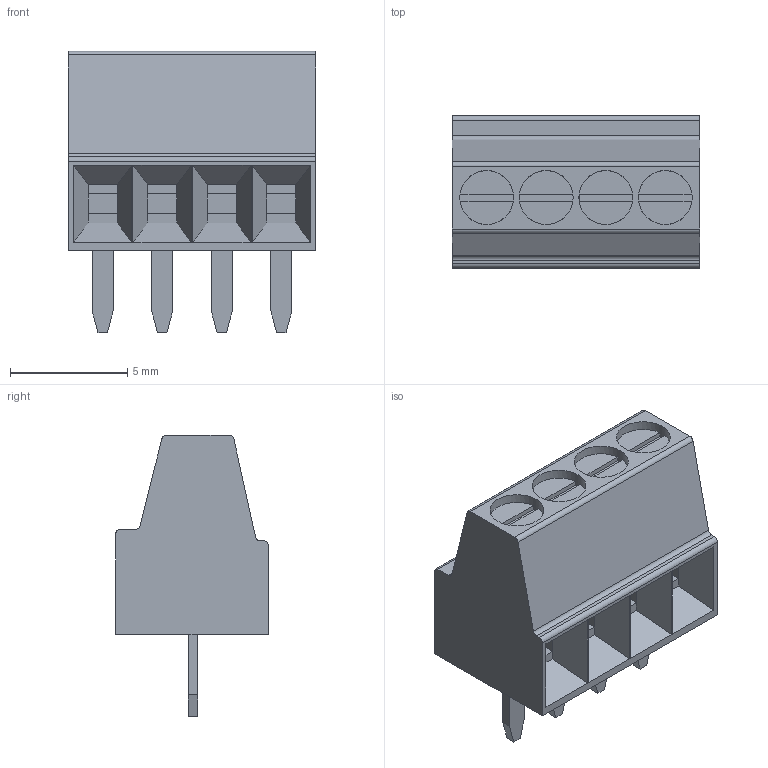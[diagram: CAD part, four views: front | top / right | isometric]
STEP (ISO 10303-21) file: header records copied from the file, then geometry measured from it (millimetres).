
FILE_DESCRIPTION(/* description */ (''),/* implementation_level */ '2;1');
FILE_NAME(/* name */ 'OSTVN04A150.step',/* time_stamp */ '2021-10-22T17:27:33-04:00',/* author */ (''),/* organization */ (''),/* preprocessor_version */ 'ST-DEVELOPER v18.1',/* originating_system */ 'Autodesk Translation Framework v10.10.0.1391',/* authorisation */ '');
FILE_SCHEMA (('AUTOMOTIVE_DESIGN { 1 0 10303 214 3 1 1 }'));
Length unit declared in the file: millimetre
Products named in the file (1): OSTVN04A150
Bounding box: 10.56 x 6.5 x 12 mm (x, y, z)
Volume: 428.2 mm3; surface area: 516.8 mm2
Topology: 1 solids, 1 shells, 112 faces, 278 edges, 180 vertices
Faces by surface type: plane 102, cylinder 10
Full cylindrical faces by diameter (mm): 2.3 x4
Entity records: 3381 total; most frequent: CARTESIAN_POINT 571, ORIENTED_EDGE 556, DIRECTION 540, EDGE_CURVE 278, LINE 242, VECTOR 242, VERTEX_POINT 180, AXIS2_PLACEMENT_3D 149
